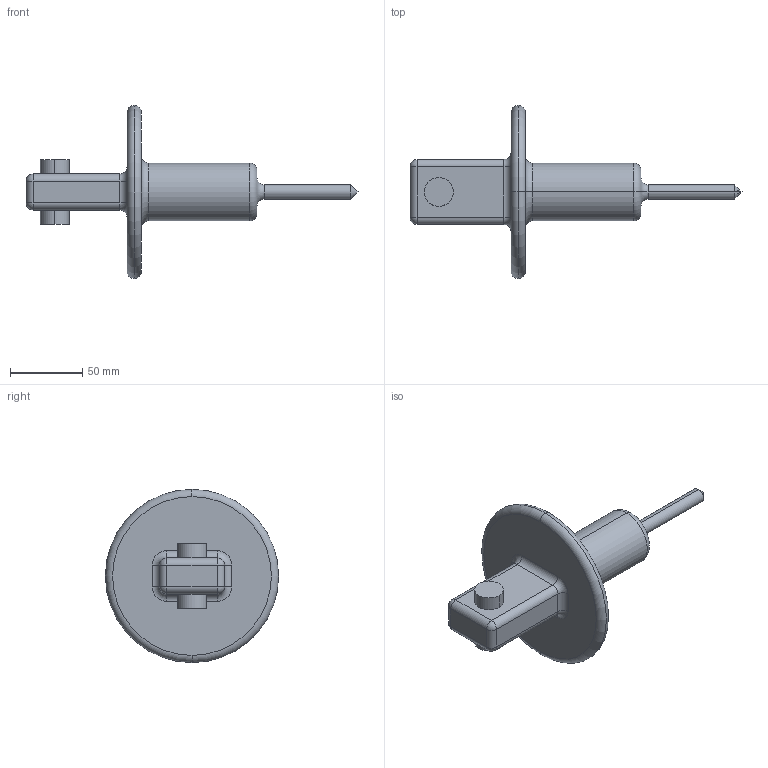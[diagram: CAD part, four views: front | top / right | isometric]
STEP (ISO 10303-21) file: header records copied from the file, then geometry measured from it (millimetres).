
FILE_DESCRIPTION (( 'STEP AP203' ), '1' );
FILE_NAME ('Part6_Default_sldprt.STEP', '2025-06-05T12:05:05', ( '' ), ( '' ), 'SwSTEP 2.0', 'SolidWorks 2020', '' );
FILE_SCHEMA (( 'CONFIG_CONTROL_DESIGN' ));
Length unit declared in the file: millimetre
Products named in the file (1): Part6_Default_sldprt
Bounding box: 230 x 120 x 120 mm (x, y, z)
Volume: 298782.2 mm3; surface area: 46172.8 mm2
Topology: 1 solids, 1 shells, 50 faces, 106 edges, 57 vertices
Faces by surface type: cylinder 20, torus 14, plane 10, sphere 4, cone 2
Entity records: 1375 total; most frequent: DIRECTION 268, CARTESIAN_POINT 208, ORIENTED_EDGE 200, AXIS2_PLACEMENT_3D 117, EDGE_CURVE 100, CIRCLE 66, VERTEX_POINT 57, EDGE_LOOP 55
